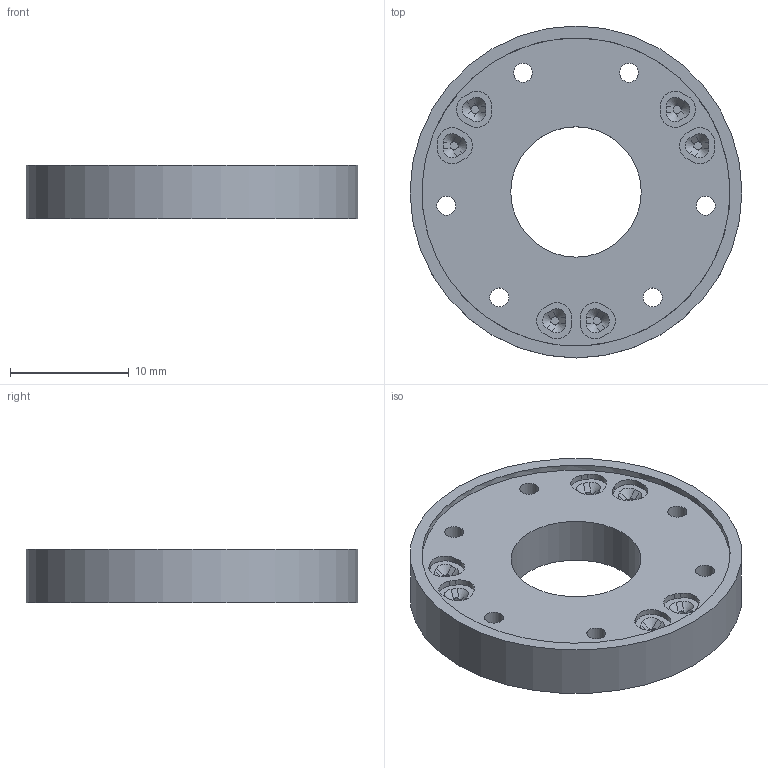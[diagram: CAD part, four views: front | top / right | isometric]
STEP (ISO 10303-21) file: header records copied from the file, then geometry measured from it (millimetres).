
FILE_DESCRIPTION(/* description */ ('STEP AP242','CAx-IF Rec.Pracs.---Representation and Presentation of Product Manufacturing Information (PMI)---4.0---2014-10-13','CAx-IF Rec.Pracs.---3D Tessellated Geometry---0.4---2014-09-14','2;1'),/* implementation_level */ '2;1');
FILE_NAME(/* name */ '66266077be336e71be1cfae0',/* time_stamp */ '2024-04-22T13:04:55Z',/* author */ (''),/* organization */ (''),/* preprocessor_version */ 'ST-DEVELOPER v20',/* originating_system */ ' ',/* authorisation */ ' ');
FILE_SCHEMA (('AP242_MANAGED_MODEL_BASED_3D_ENGINEERING_MIM_LF { 1 0 10303 442 1 1 4 }'));
Length unit declared in the file: metre
Products named in the file (1): Ball Holder
Bounding box: 28 x 28 x 4.5 mm (x, y, z)
Volume: 2047.9 mm3; surface area: 1759.7 mm2
Topology: 1 solids, 1 shells, 102 faces, 275 edges, 188 vertices
Faces by surface type: plane 51, cylinder 33, cone 18
Full cylindrical faces by diameter (mm): 0.707 x6, 1.6 x6, 11 x1, 26 x1, 28 x1
Entity records: 3130 total; most frequent: CARTESIAN_POINT 593, DIRECTION 534, ORIENTED_EDGE 490, EDGE_CURVE 245, AXIS2_PLACEMENT_3D 204, VERTEX_POINT 173, EDGE_LOOP 144, FACE_BOUND 144
